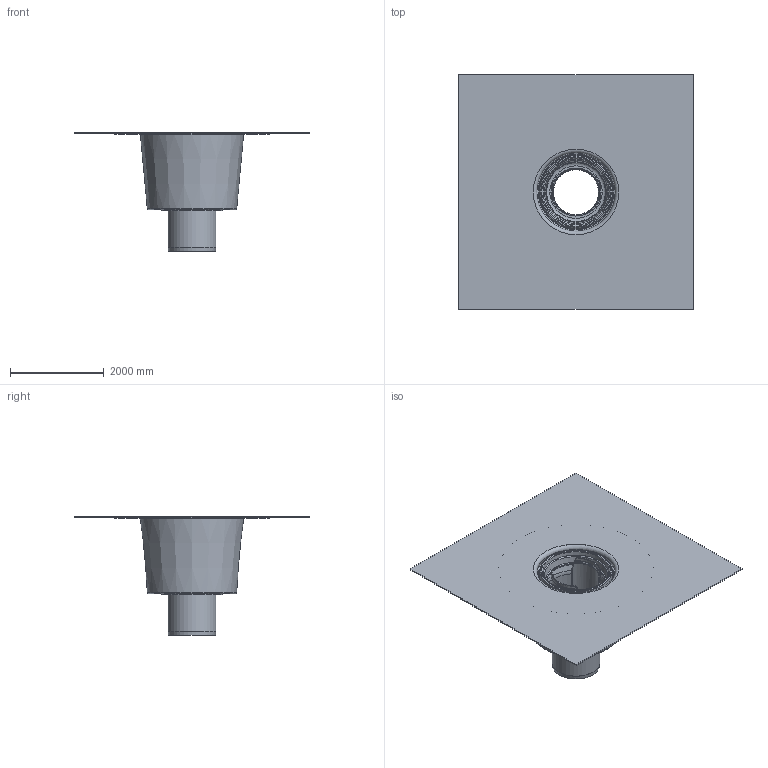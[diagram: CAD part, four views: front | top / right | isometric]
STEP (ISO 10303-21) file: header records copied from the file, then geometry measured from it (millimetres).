
FILE_DESCRIPTION(/* description */ (''),/* implementation_level */ '2;1');
FILE_NAME(/* name */ '16226.100X_3D.stp',/* time_stamp */ '2025-01-06T10:02:07+01:00',/* author */ ('c.rudolph'),/* organization */ (''),/* preprocessor_version */ 'ST-DEVELOPER v20',/* originating_system */ 'AutoCAD Mechanical',/* authorisation */ '');
FILE_SCHEMA (('AUTOMOTIVE_DESIGN { 1 0 10303 214 3 1 1 }'));
Length unit declared in the file: centimetre
Products named in the file (2): Product; *S0
Assembly tree (1 placements, depth 2):
  Product
    *S0
Bounding box: 5000 x 5000 x 2520.04 mm (x, y, z)
Volume: 3128374789.5 mm3; surface area: 121698682.8 mm2
Topology: 9 solids, 10 shells, 157 faces, 383 edges, 248 vertices
Faces by surface type: plane 43, torus 43, cylinder 36, cone 35
Full cylindrical faces by diameter (mm): 100 x1, 980 x2, 1020 x4, 1250 x1, 1280 x1, 1300 x1, 1310 x1, 1400 x1, 1410 x1, 1450 x1, 1460 x2, 1500 x2, 1520 x1, 1550 x1, 1700 x2, 1740 x2, 1770 x1, 1780 x1, 3300 x1
Entity records: 5337 total; most frequent: CARTESIAN_POINT 1352, DIRECTION 912, ORIENTED_EDGE 764, AXIS2_PLACEMENT_3D 408, EDGE_CURVE 382, VERTEX_POINT 246, CIRCLE 232, EDGE_LOOP 186
